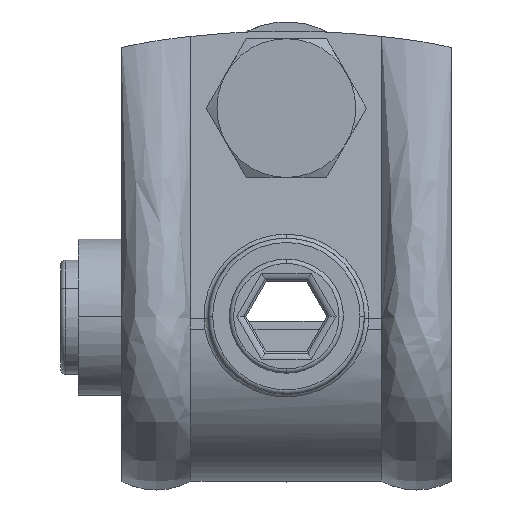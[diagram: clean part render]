
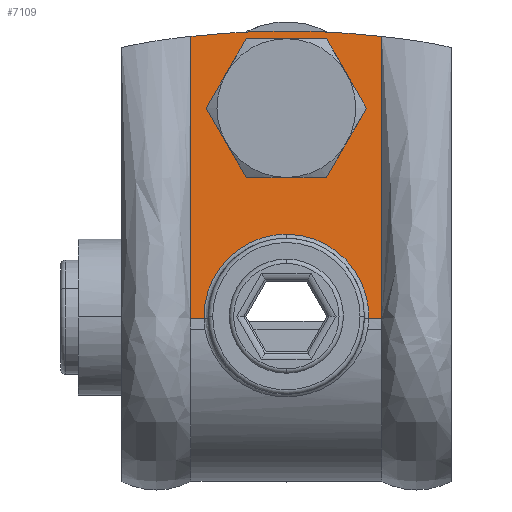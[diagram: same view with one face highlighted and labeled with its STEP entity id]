
A CAD part, top view. The second image highlights one B-rep face of the part: STEP entity #7109.
In plain terms, the highlighted planar face has unit normal (0, 0.07, 0.998).
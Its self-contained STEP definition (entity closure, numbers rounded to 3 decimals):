
#205 = ORIENTED_EDGE ( 'NONE', *, *, #3757, .T. ) ;
#246 = CARTESIAN_POINT ( 'NONE',  ( 5.679, 28.465, 16.776 ) ) ;
#402 = EDGE_CURVE ( 'NONE', #1879, #4772, #5242, .T. ) ;
#456 = EDGE_CURVE ( 'NONE', #2010, #7684, #2146, .T. ) ;
#530 = DIRECTION ( 'NONE',  ( 0., 0.07, 0.998 ) ) ;
#591 = CARTESIAN_POINT ( 'NONE',  ( -9.497, 18.721, 17.457 ) ) ;
#818 = CARTESIAN_POINT ( 'NONE',  ( -11., 51.269, 15.181 ) ) ;
#990 = CARTESIAN_POINT ( 'NONE',  ( -9.643, 24.398, 17.06 ) ) ;
#1005 = CIRCLE ( 'NONE', #3781, 95.95 ) ;
#1294 = CARTESIAN_POINT ( 'NONE',  ( -14., 50.035, 15.268 ) ) ;
#1381 = VERTEX_POINT ( 'NONE', #3069 ) ;
#1713 = CARTESIAN_POINT ( 'NONE',  ( -11., 40.42, 15.94 ) ) ;
#1771 = EDGE_CURVE ( 'NONE', #3182, #1879, #1005, .T. ) ;
#1804 =( BOUNDED_CURVE ( )  B_SPLINE_CURVE ( 3, ( #4076, #7652, #1294, #8914 ),
 .UNSPECIFIED., .F., .F. ) 
 B_SPLINE_CURVE_WITH_KNOTS ( ( 4, 4 ),
 ( 3.142, 6.283 ),
 .UNSPECIFIED. ) 
 CURVE ( )  GEOMETRIC_REPRESENTATION_ITEM ( )  RATIONAL_B_SPLINE_CURVE ( ( 1., 0.333, 0.333, 1. ) ) 
 REPRESENTATION_ITEM ( '' )  );
#1879 = VERTEX_POINT ( 'NONE', #818 ) ;
#2010 = VERTEX_POINT ( 'NONE', #7411 ) ;
#2146 = B_SPLINE_CURVE_WITH_KNOTS ( 'NONE', 3,
 ( #5335, #2501, #8762, #5361 ),
 .UNSPECIFIED., .F., .F.,
 ( 4, 4 ),
 ( 0.012, 0.531 ),
 .UNSPECIFIED. ) ;
#2149 = CARTESIAN_POINT ( 'NONE',  ( 0., 36.035, 16.247 ) ) ;
#2157 = DIRECTION ( 'NONE',  ( 0., 0.998, -0.07 ) ) ;
#2282 = CARTESIAN_POINT ( 'NONE',  ( 9.497, 18.721, 17.457 ) ) ;
#2413 = VERTEX_POINT ( 'NONE', #2623 ) ;
#2497 = DIRECTION ( 'NONE',  ( -1., 0., 0. ) ) ;
#2501 = CARTESIAN_POINT ( 'NONE',  ( 11., 40.42, 15.94 ) ) ;
#2565 = EDGE_CURVE ( 'NONE', #2010, #3182, #2616, .T. ) ;
#2616 = CIRCLE ( 'NONE', #4486, 95.95 ) ;
#2623 = CARTESIAN_POINT ( 'NONE',  ( 0., 36.035, 16.247 ) ) ;
#2633 = EDGE_LOOP ( 'NONE', ( #3005, #5105, #4780, #6138, #4722, #4077, #205, #6193 ) ) ;
#2675 = EDGE_CURVE ( 'NONE', #6939, #3603, #5689, .T. ) ;
#2828 = CARTESIAN_POINT ( 'NONE',  ( 14., 50.035, 15.268 ) ) ;
#2854 = FACE_BOUND ( 'NONE', #4851, .T. ) ;
#2934 = CARTESIAN_POINT ( 'NONE',  ( 11., 18.721, 17.457 ) ) ;
#2979 = DIRECTION ( 'NONE',  ( 0., 0.07, 0.998 ) ) ;
#3005 = ORIENTED_EDGE ( 'NONE', *, *, #456, .F. ) ;
#3042 = CARTESIAN_POINT ( 'NONE',  ( 9.643, 24.398, 17.06 ) ) ;
#3066 = CARTESIAN_POINT ( 'NONE',  ( 0., 28.465, 16.776 ) ) ;
#3069 = CARTESIAN_POINT ( 'NONE',  ( 9.497, 18.721, 17.457 ) ) ;
#3113 = CARTESIAN_POINT ( 'NONE',  ( 19., 18.721, 17.457 ) ) ;
#3182 = VERTEX_POINT ( 'NONE', #5443 ) ;
#3472 = CARTESIAN_POINT ( 'NONE',  ( 0., 28.465, 16.776 ) ) ;
#3603 = VERTEX_POINT ( 'NONE', #3472 ) ;
#3750 = CARTESIAN_POINT ( 'NONE',  ( 0., 28.465, 16.776 ) ) ;
#3757 = EDGE_CURVE ( 'NONE', #3603, #1381, #6527, .T. ) ;
#3781 = AXIS2_PLACEMENT_3D ( 'NONE', #6414, #2979, #2157 ) ;
#4076 = CARTESIAN_POINT ( 'NONE',  ( 0., 36.035, 16.247 ) ) ;
#4077 = ORIENTED_EDGE ( 'NONE', *, *, #2675, .T. ) ;
#4173 = CARTESIAN_POINT ( 'NONE',  ( 14., 36.035, 16.247 ) ) ;
#4388 = CARTESIAN_POINT ( 'NONE',  ( -5.679, 28.465, 16.776 ) ) ;
#4486 = AXIS2_PLACEMENT_3D ( 'NONE', #4680, #530, #6817 ) ;
#4530 = CARTESIAN_POINT ( 'NONE',  ( -11., 29.57, 16.699 ) ) ;
#4680 = CARTESIAN_POINT ( 'NONE',  ( 0., -43.816, 21.83 ) ) ;
#4722 = ORIENTED_EDGE ( 'NONE', *, *, #5334, .F. ) ;
#4772 = VERTEX_POINT ( 'NONE', #5470 ) ;
#4780 = ORIENTED_EDGE ( 'NONE', *, *, #1771, .T. ) ;
#4851 = EDGE_LOOP ( 'NONE', ( #6943, #7469 ) ) ;
#5047 = FACE_OUTER_BOUND ( 'NONE', #2633, .T. ) ;
#5105 = ORIENTED_EDGE ( 'NONE', *, *, #2565, .T. ) ;
#5215 = CARTESIAN_POINT ( 'NONE',  ( -11., 51.269, 15.181 ) ) ;
#5242 = B_SPLINE_CURVE_WITH_KNOTS ( 'NONE', 3,
 ( #5215, #1713, #4530, #7988 ),
 .UNSPECIFIED., .F., .F.,
 ( 4, 4 ),
 ( 0.012, 0.531 ),
 .UNSPECIFIED. ) ;
#5302 = EDGE_CURVE ( 'NONE', #7684, #1381, #5888, .T. ) ;
#5334 = EDGE_CURVE ( 'NONE', #6939, #4772, #5669, .T. ) ;
#5335 = CARTESIAN_POINT ( 'NONE',  ( 11., 51.269, 15.181 ) ) ;
#5361 = CARTESIAN_POINT ( 'NONE',  ( 11., 18.721, 17.457 ) ) ;
#5443 = CARTESIAN_POINT ( 'NONE',  ( 0., 51.9, 15.137 ) ) ;
#5470 = CARTESIAN_POINT ( 'NONE',  ( -11., 18.721, 17.457 ) ) ;
#5626 = CARTESIAN_POINT ( 'NONE',  ( 0., 50.035, 15.268 ) ) ;
#5669 = LINE ( 'NONE', #7330, #6960 ) ;
#5689 =( BOUNDED_CURVE ( )  B_SPLINE_CURVE ( 3, ( #7934, #990, #4388, #3066 ),
 .UNSPECIFIED., .F., .F. ) 
 B_SPLINE_CURVE_WITH_KNOTS ( ( 4, 4 ),
 ( 4.687, 6.283 ),
 .UNSPECIFIED. ) 
 CURVE ( )  GEOMETRIC_REPRESENTATION_ITEM ( )  RATIONAL_B_SPLINE_CURVE ( ( 1., 0.799, 0.799, 1. ) ) 
 REPRESENTATION_ITEM ( '' )  );
#5888 = LINE ( 'NONE', #3113, #7514 ) ;
#6138 = ORIENTED_EDGE ( 'NONE', *, *, #402, .T. ) ;
#6193 = ORIENTED_EDGE ( 'NONE', *, *, #5302, .F. ) ;
#6414 = CARTESIAN_POINT ( 'NONE',  ( 0., -43.816, 21.83 ) ) ;
#6453 = CARTESIAN_POINT ( 'NONE',  ( 19., 52., 15.13 ) ) ;
#6527 =( BOUNDED_CURVE ( )  B_SPLINE_CURVE ( 3, ( #3750, #246, #3042, #2282 ),
 .UNSPECIFIED., .F., .F. ) 
 B_SPLINE_CURVE_WITH_KNOTS ( ( 4, 4 ),
 ( 0., 1.597 ),
 .UNSPECIFIED. ) 
 CURVE ( )  GEOMETRIC_REPRESENTATION_ITEM ( )  RATIONAL_B_SPLINE_CURVE ( ( 1., 0.799, 0.799, 1. ) ) 
 REPRESENTATION_ITEM ( '' )  );
#6817 = DIRECTION ( 'NONE',  ( 0., 0.998, -0.07 ) ) ;
#6939 = VERTEX_POINT ( 'NONE', #591 ) ;
#6943 = ORIENTED_EDGE ( 'NONE', *, *, #7257, .T. ) ;
#6960 = VECTOR ( 'NONE', #8049, 1000. ) ;
#7094 = DIRECTION ( 'NONE',  ( 0., 0.998, -0.07 ) ) ;
#7109 = ADVANCED_FACE ( 'NONE', ( #2854, #5047 ), #8409, .F. ) ;
#7257 = EDGE_CURVE ( 'NONE', #7653, #2413, #8804, .T. ) ;
#7330 = CARTESIAN_POINT ( 'NONE',  ( 19., 18.721, 17.457 ) ) ;
#7411 = CARTESIAN_POINT ( 'NONE',  ( 11., 51.269, 15.181 ) ) ;
#7469 = ORIENTED_EDGE ( 'NONE', *, *, #8192, .T. ) ;
#7514 = VECTOR ( 'NONE', #2497, 1000. ) ;
#7626 = AXIS2_PLACEMENT_3D ( 'NONE', #6453, #7920, #7094 ) ;
#7652 = CARTESIAN_POINT ( 'NONE',  ( -14., 36.035, 16.247 ) ) ;
#7653 = VERTEX_POINT ( 'NONE', #8503 ) ;
#7684 = VERTEX_POINT ( 'NONE', #2934 ) ;
#7920 = DIRECTION ( 'NONE',  ( 0., -0.07, -0.998 ) ) ;
#7934 = CARTESIAN_POINT ( 'NONE',  ( -9.497, 18.721, 17.457 ) ) ;
#7988 = CARTESIAN_POINT ( 'NONE',  ( -11., 18.721, 17.457 ) ) ;
#8049 = DIRECTION ( 'NONE',  ( -1., 0., 0. ) ) ;
#8192 = EDGE_CURVE ( 'NONE', #2413, #7653, #1804, .T. ) ;
#8409 = PLANE ( 'NONE',  #7626 ) ;
#8503 = CARTESIAN_POINT ( 'NONE',  ( 0., 50.035, 15.268 ) ) ;
#8762 = CARTESIAN_POINT ( 'NONE',  ( 11., 29.57, 16.699 ) ) ;
#8804 =( BOUNDED_CURVE ( )  B_SPLINE_CURVE ( 3, ( #5626, #2828, #4173, #2149 ),
 .UNSPECIFIED., .F., .F. ) 
 B_SPLINE_CURVE_WITH_KNOTS ( ( 4, 4 ),
 ( 0., 3.142 ),
 .UNSPECIFIED. ) 
 CURVE ( )  GEOMETRIC_REPRESENTATION_ITEM ( )  RATIONAL_B_SPLINE_CURVE ( ( 1., 0.333, 0.333, 1. ) ) 
 REPRESENTATION_ITEM ( '' )  );
#8914 = CARTESIAN_POINT ( 'NONE',  ( 0., 50.035, 15.268 ) ) ;
